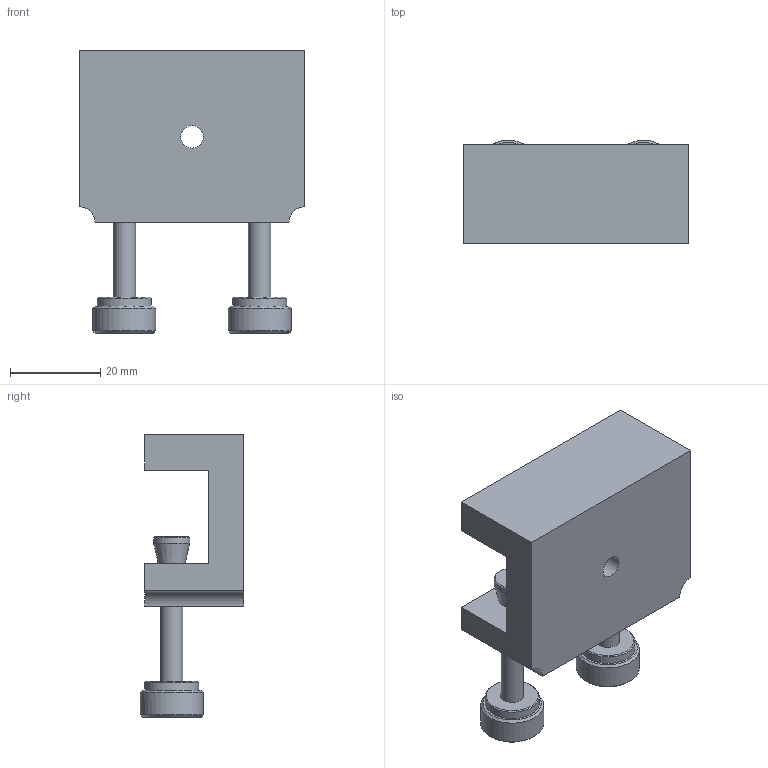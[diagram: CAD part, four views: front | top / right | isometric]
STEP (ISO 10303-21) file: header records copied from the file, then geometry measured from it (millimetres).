
FILE_DESCRIPTION (( 'STEP AP203' ), '1' );
FILE_NAME ('522800.STEP', '2025-06-11T01:17:34', ( 'Windows User' ), ( 'P R C' ), 'SwSTEP 2.0', 'SolidWorks 2020', '' );
FILE_SCHEMA (( 'CONFIG_CONTROL_DESIGN' ));
Length unit declared in the file: millimetre
Products named in the file (1): 522800
Bounding box: 50 x 23 x 62.6 mm (x, y, z)
Surface area: 11152 mm2 (no closed solid volume)
Topology: 0 solids, 7 shells, 47 faces, 122 edges, 85 vertices
Faces by surface type: plane 18, cone 15, cylinder 14
Full cylindrical faces by diameter (mm): 3.8 x2, 5 x3, 7.8 x1, 8 x2, 12 x2, 14 x2
Entity records: 1541 total; most frequent: CARTESIAN_POINT 492, DIRECTION 212, ORIENTED_EDGE 138, AXIS2_PLACEMENT_3D 93, EDGE_LOOP 86, EDGE_CURVE 79, VERTEX_POINT 69, FACE_OUTER_BOUND 59
